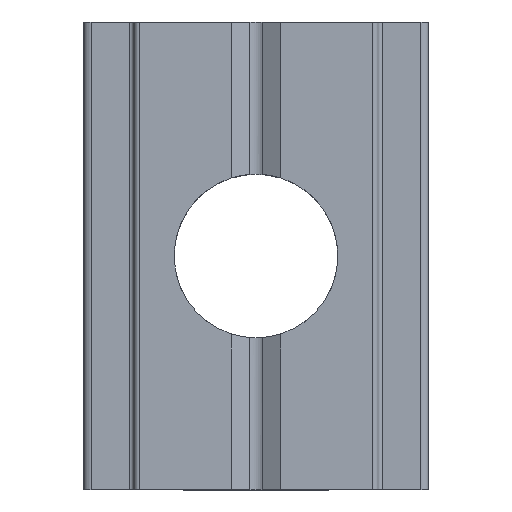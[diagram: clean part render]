
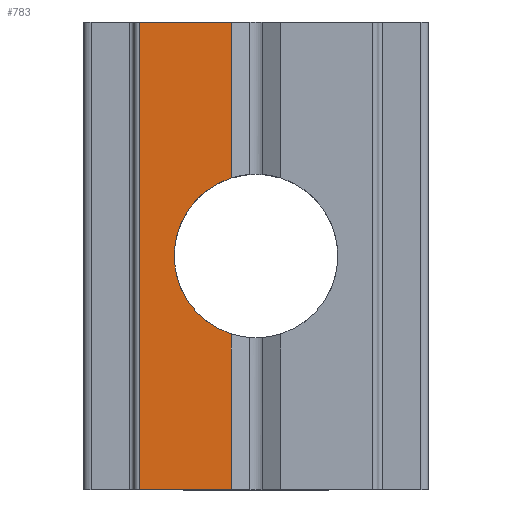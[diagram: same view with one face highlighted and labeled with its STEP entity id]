
A CAD part, top view. The second image highlights one B-rep face of the part: STEP entity #783.
In plain terms, the highlighted planar face has unit normal (0, 0, 1).
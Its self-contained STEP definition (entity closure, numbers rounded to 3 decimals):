
#17 = CARTESIAN_POINT ( 'NONE',  ( 0., 0., 1.5 ) ) ;
#19 = CARTESIAN_POINT ( 'NONE',  ( -1., 9.5, 1.5 ) ) ;
#35 = EDGE_CURVE ( 'NONE', #961, #493, #543, .T. ) ;
#39 = CARTESIAN_POINT ( 'NONE',  ( 4.75, 9.5, 1.5 ) ) ;
#85 = CARTESIAN_POINT ( 'NONE',  ( -4.75, -9.5, 1.5 ) ) ;
#87 = ORIENTED_EDGE ( 'NONE', *, *, #825, .F. ) ;
#111 = VERTEX_POINT ( 'NONE', #19 ) ;
#112 = AXIS2_PLACEMENT_3D ( 'NONE', #17, #700, #267 ) ;
#143 = VECTOR ( 'NONE', #519, 1000. ) ;
#193 = VECTOR ( 'NONE', #521, 1000. ) ;
#267 = DIRECTION ( 'NONE',  ( 0., -1., 0. ) ) ;
#280 = ORIENTED_EDGE ( 'NONE', *, *, #662, .F. ) ;
#309 = ORIENTED_EDGE ( 'NONE', *, *, #35, .F. ) ;
#325 = ORIENTED_EDGE ( 'NONE', *, *, #954, .F. ) ;
#381 = CARTESIAN_POINT ( 'NONE',  ( -1., -9.5, 1.5 ) ) ;
#384 = VECTOR ( 'NONE', #407, 1000. ) ;
#407 = DIRECTION ( 'NONE',  ( -1., 0., 0. ) ) ;
#421 = CARTESIAN_POINT ( 'NONE',  ( -1., -9.5, 1.5 ) ) ;
#423 = CARTESIAN_POINT ( 'NONE',  ( -4.75, -9.5, 1.5 ) ) ;
#438 = EDGE_CURVE ( 'NONE', #961, #644, #628, .T. ) ;
#446 = LINE ( 'NONE', #423, #193 ) ;
#493 = VERTEX_POINT ( 'NONE', #877 ) ;
#514 = ORIENTED_EDGE ( 'NONE', *, *, #567, .F. ) ;
#519 = DIRECTION ( 'NONE',  ( 0., -1., 0. ) ) ;
#521 = DIRECTION ( 'NONE',  ( 0., 1., 0. ) ) ;
#529 = LINE ( 'NONE', #575, #384 ) ;
#543 = LINE ( 'NONE', #421, #143 ) ;
#566 = LINE ( 'NONE', #39, #871 ) ;
#567 = EDGE_CURVE ( 'NONE', #111, #644, #927, .T. ) ;
#575 = CARTESIAN_POINT ( 'NONE',  ( 4.75, -9.5, 1.5 ) ) ;
#583 = CARTESIAN_POINT ( 'NONE',  ( -1., 3.169, 1.5 ) ) ;
#628 = CIRCLE ( 'NONE', #112, 3.324 ) ;
#644 = VERTEX_POINT ( 'NONE', #583 ) ;
#646 = AXIS2_PLACEMENT_3D ( 'NONE', #760, #765, #775 ) ;
#648 = DIRECTION ( 'NONE',  ( 0., -1., 0. ) ) ;
#662 = EDGE_CURVE ( 'NONE', #493, #745, #529, .T. ) ;
#684 = FACE_OUTER_BOUND ( 'NONE', #933, .T. ) ;
#700 = DIRECTION ( 'NONE',  ( 0., 0., -1. ) ) ;
#712 = VERTEX_POINT ( 'NONE', #914 ) ;
#745 = VERTEX_POINT ( 'NONE', #85 ) ;
#760 = CARTESIAN_POINT ( 'NONE',  ( 4.75, -9.5, 1.5 ) ) ;
#765 = DIRECTION ( 'NONE',  ( 0., 0., -1. ) ) ;
#771 = ORIENTED_EDGE ( 'NONE', *, *, #438, .T. ) ;
#775 = DIRECTION ( 'NONE',  ( 0., 1., 0. ) ) ;
#783 = ADVANCED_FACE ( 'NONE', ( #684 ), #1017, .F. ) ;
#825 = EDGE_CURVE ( 'NONE', #745, #712, #446, .T. ) ;
#871 = VECTOR ( 'NONE', #888, 1000. ) ;
#877 = CARTESIAN_POINT ( 'NONE',  ( -1., -9.5, 1.5 ) ) ;
#888 = DIRECTION ( 'NONE',  ( 1., 0., 0. ) ) ;
#914 = CARTESIAN_POINT ( 'NONE',  ( -4.75, 9.5, 1.5 ) ) ;
#927 = LINE ( 'NONE', #381, #1018 ) ;
#933 = EDGE_LOOP ( 'NONE', ( #771, #514, #325, #87, #280, #309 ) ) ;
#954 = EDGE_CURVE ( 'NONE', #712, #111, #566, .T. ) ;
#961 = VERTEX_POINT ( 'NONE', #1056 ) ;
#1017 = PLANE ( 'NONE',  #646 ) ;
#1018 = VECTOR ( 'NONE', #648, 1000. ) ;
#1056 = CARTESIAN_POINT ( 'NONE',  ( -1., -3.169, 1.5 ) ) ;
